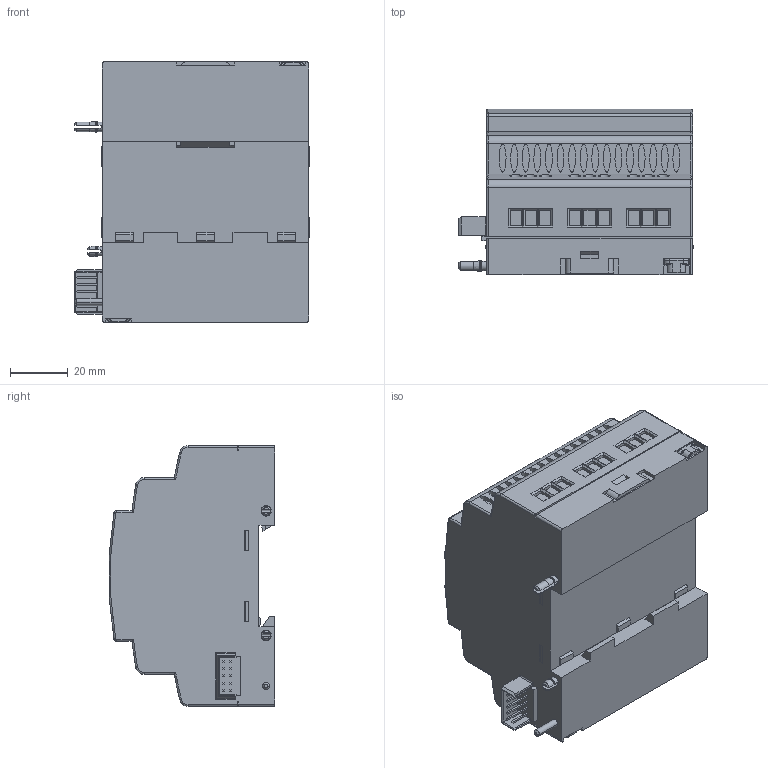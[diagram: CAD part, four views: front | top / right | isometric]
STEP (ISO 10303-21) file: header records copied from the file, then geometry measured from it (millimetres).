
FILE_DESCRIPTION((''),'2;1');
FILE_NAME('_XR14_','2011-12-08T',('LPADBY2'),('CROUZET-AUTOMATISMES'),'PRO/ENGINEER BY PARAMETRIC TECHNOLOGY CORPORATION, 2009090','PRO/ENGINEER BY PARAMETRIC TECHNOLOGY CORPORATION, 2009090','');
FILE_SCHEMA(('CONFIG_CONTROL_DESIGN'));
Length unit declared in the file: millimetre
Products named in the file (1): _XR14_
Bounding box: 80.9 x 57.2 x 90 mm (x, y, z)
Volume: 298606.1 mm3; surface area: 32571.7 mm2
Topology: 1 solids, 1 shells, 665 faces, 1550 edges, 974 vertices
Faces by surface type: plane 434, cylinder 119, extrusion 64, torus 30, cone 10, bspline 8
Entity records: 22647 total; most frequent: CARTESIAN_POINT 7762, ORIENTED_EDGE 3100, DIRECTION 2784, EDGE_CURVE 1550, VECTOR 1198, LINE 1134, VERTEX_POINT 974, AXIS2_PLACEMENT_3D 793
